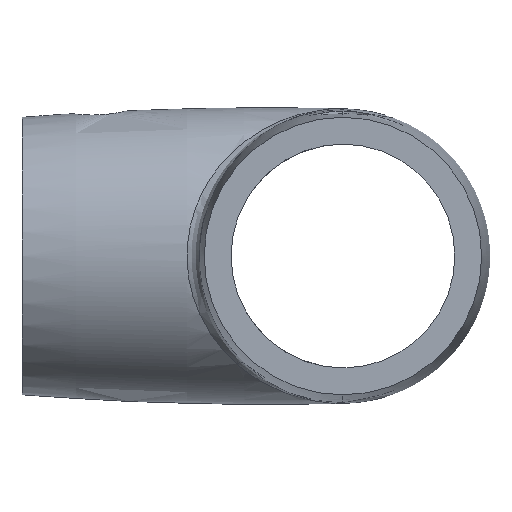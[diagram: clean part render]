
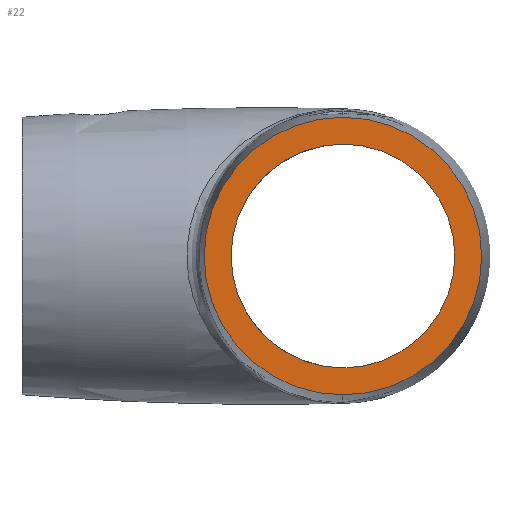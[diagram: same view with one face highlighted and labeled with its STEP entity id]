
A CAD part, left-side view. The second image highlights one B-rep face of the part: STEP entity #22.
In plain terms, the highlighted planar face has unit normal (-1, 0, 0).
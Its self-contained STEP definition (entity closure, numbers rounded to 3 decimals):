
#15 = CIRCLE ( 'NONE', #1392, 16. ) ;
#22 = ADVANCED_FACE ( 'NONE', ( #1378, #1376 ), #1578, .T. ) ;
#29 = CIRCLE ( 'NONE', #1443, 16. ) ;
#39 = CIRCLE ( 'NONE', #1415, 12.9 ) ;
#42 = EDGE_CURVE ( 'NONE', #1216, #1237, #39, .T. ) ;
#50 = CIRCLE ( 'NONE', #1421, 12.9 ) ;
#134 = CARTESIAN_POINT ( 'NONE',  ( -26.5, -37., -16. ) ) ;
#141 = CARTESIAN_POINT ( 'NONE',  ( -26.5, -37., -12.9 ) ) ;
#154 = CARTESIAN_POINT ( 'NONE',  ( -26.5, -37., 16. ) ) ;
#156 = CARTESIAN_POINT ( 'NONE',  ( -26.5, -37., 12.9 ) ) ;
#342 = CARTESIAN_POINT ( 'NONE',  ( -26.5, -37., 0. ) ) ;
#343 = DIRECTION ( 'NONE',  ( 1., 0., 0. ) ) ;
#344 = DIRECTION ( 'NONE',  ( 0., 0., -1. ) ) ;
#707 = DIRECTION ( 'NONE',  ( 0., 0., -1. ) ) ;
#709 = DIRECTION ( 'NONE',  ( 1., 0., 0. ) ) ;
#710 = CARTESIAN_POINT ( 'NONE',  ( -26.5, -37., 0. ) ) ;
#772 = DIRECTION ( 'NONE',  ( 0., 0., 1. ) ) ;
#773 = DIRECTION ( 'NONE',  ( -1., 0., 0. ) ) ;
#778 = EDGE_CURVE ( 'NONE', #1209, #1230, #15, .T. ) ;
#792 = EDGE_CURVE ( 'NONE', #1230, #1209, #29, .T. ) ;
#815 = EDGE_CURVE ( 'NONE', #1237, #1216, #50, .T. ) ;
#873 = CARTESIAN_POINT ( 'NONE',  ( -26.5, -37., 0. ) ) ;
#874 = DIRECTION ( 'NONE',  ( -1., 0., 0. ) ) ;
#875 = DIRECTION ( 'NONE',  ( 0., 0., 1. ) ) ;
#1204 = ORIENTED_EDGE ( 'NONE', *, *, #792, .T. ) ;
#1209 = VERTEX_POINT ( 'NONE', #134 ) ;
#1216 = VERTEX_POINT ( 'NONE', #141 ) ;
#1230 = VERTEX_POINT ( 'NONE', #154 ) ;
#1237 = VERTEX_POINT ( 'NONE', #156 ) ;
#1262 = ORIENTED_EDGE ( 'NONE', *, *, #815, .T. ) ;
#1263 = ORIENTED_EDGE ( 'NONE', *, *, #42, .T. ) ;
#1295 = EDGE_LOOP ( 'NONE', ( #1263, #1262 ) ) ;
#1296 = EDGE_LOOP ( 'NONE', ( #1204, #1558 ) ) ;
#1376 = FACE_OUTER_BOUND ( 'NONE', #1296, .T. ) ;
#1378 = FACE_BOUND ( 'NONE', #1295, .T. ) ;
#1380 = AXIS2_PLACEMENT_3D ( 'NONE', #1580, #773, #772 ) ;
#1392 = AXIS2_PLACEMENT_3D ( 'NONE', #1670, #1671, #1672 ) ;
#1415 = AXIS2_PLACEMENT_3D ( 'NONE', #710, #709, #707 ) ;
#1421 = AXIS2_PLACEMENT_3D ( 'NONE', #342, #343, #344 ) ;
#1443 = AXIS2_PLACEMENT_3D ( 'NONE', #873, #874, #875 ) ;
#1558 = ORIENTED_EDGE ( 'NONE', *, *, #778, .T. ) ;
#1578 = PLANE ( 'NONE',  #1380 ) ;
#1580 = CARTESIAN_POINT ( 'NONE',  ( -26.5, -37., 0. ) ) ;
#1670 = CARTESIAN_POINT ( 'NONE',  ( -26.5, -37., 0. ) ) ;
#1671 = DIRECTION ( 'NONE',  ( -1., 0., 0. ) ) ;
#1672 = DIRECTION ( 'NONE',  ( 0., 0., 1. ) ) ;
